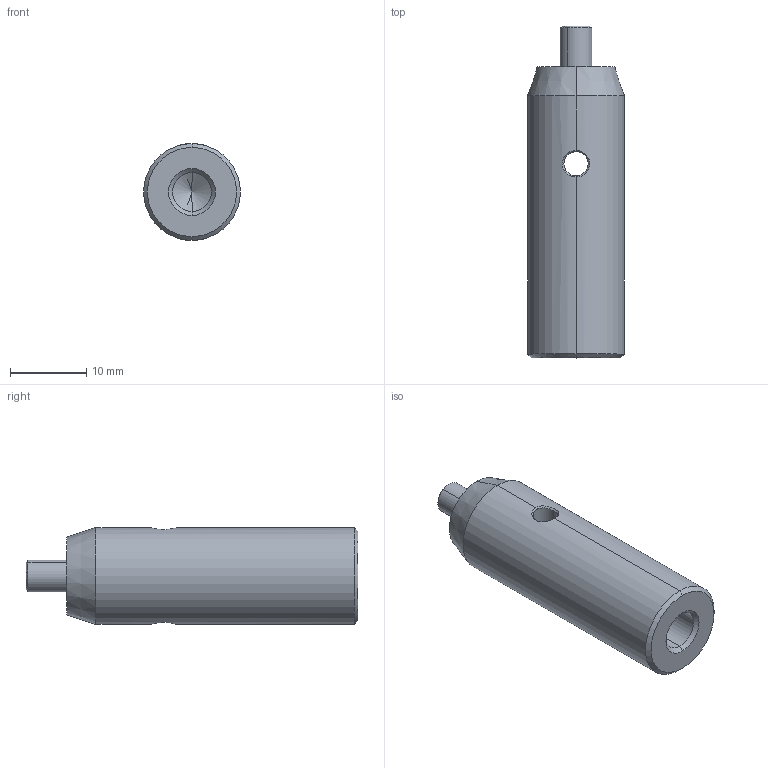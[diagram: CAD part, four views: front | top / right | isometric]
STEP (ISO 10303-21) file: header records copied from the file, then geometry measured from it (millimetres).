
FILE_DESCRIPTION (( 'STEP AP203' ), '1' );
FILE_NAME ('0334-E0W.STEP', '2011-06-13T18:24:54', ( 'Admin' ), ( 'Thorlabs, Inc.' ), 'SwSTEP 2.0', 'SolidWorks 2011', '' );
FILE_SCHEMA (( 'CONFIG_CONTROL_DESIGN' ));
Length unit declared in the file: inch
Products named in the file (1): 0334-E0W
Bounding box: 12.67 x 43.43 x 12.67 mm (x, y, z)
Volume: 4411.6 mm3; surface area: 2314.5 mm2
Topology: 2 solids, 2 shells, 47 faces, 106 edges, 61 vertices
Faces by surface type: plane 17, cone 16, cylinder 10, bspline 4
Entity records: 1649 total; most frequent: CARTESIAN_POINT 559, ORIENTED_EDGE 208, DIRECTION 202, EDGE_CURVE 104, AXIS2_PLACEMENT_3D 72, VERTEX_POINT 61, LINE 58, VECTOR 58
